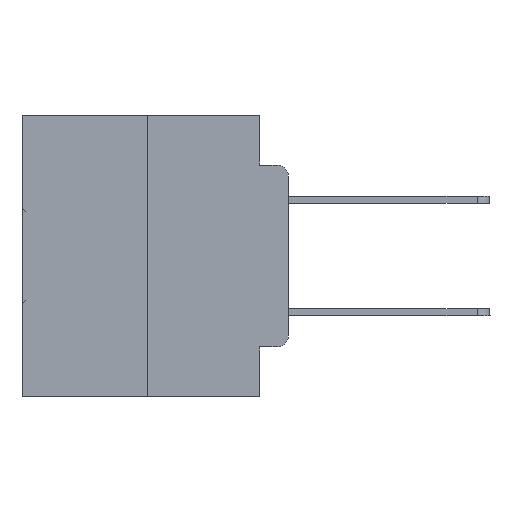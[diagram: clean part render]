
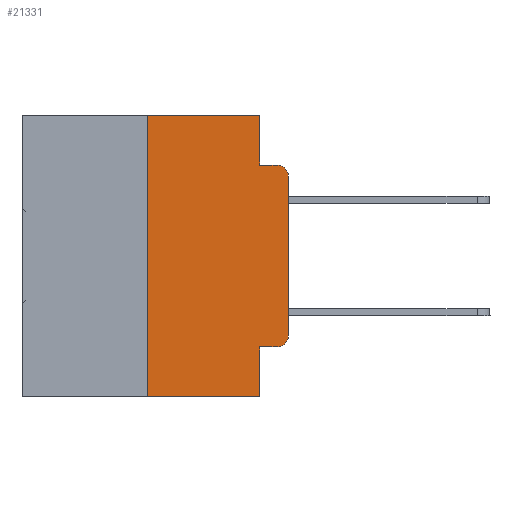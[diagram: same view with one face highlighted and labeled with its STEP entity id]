
A CAD part, left-side view. The second image highlights one B-rep face of the part: STEP entity #21331.
In plain terms, the highlighted planar face has unit normal (-1, 0, 0).
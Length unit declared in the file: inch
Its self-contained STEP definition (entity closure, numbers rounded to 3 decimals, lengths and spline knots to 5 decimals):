
#438 = DIRECTION ( 'NONE',  ( 0., 0., 1. ) ) ;
#1188 = AXIS2_PLACEMENT_3D ( 'NONE', #1262, #11646, #14313 ) ;
#1262 = CARTESIAN_POINT ( 'NONE',  ( 0., 0.02, -0.3915 ) ) ;
#1521 = VERTEX_POINT ( 'NONE', #9250 ) ;
#2557 = ORIENTED_EDGE ( 'NONE', *, *, #26200, .T. ) ;
#3221 = VECTOR ( 'NONE', #25822, 39.37008 ) ;
#3374 = EDGE_CURVE ( 'NONE', #12860, #25760, #22221, .T. ) ;
#3510 = ORIENTED_EDGE ( 'NONE', *, *, #7062, .T. ) ;
#3794 = CARTESIAN_POINT ( 'NONE',  ( 0., 0.473, 0. ) ) ;
#4507 = LINE ( 'NONE', #26800, #18724 ) ;
#5260 = ORIENTED_EDGE ( 'NONE', *, *, #18306, .T. ) ;
#5539 = EDGE_LOOP ( 'NONE', ( #5260, #22938, #21372, #16514, #17807, #20550, #2557, #29615, #10973, #3510 ) ) ;
#5944 = VECTOR ( 'NONE', #438, 39.37008 ) ;
#6631 = CARTESIAN_POINT ( 'NONE',  ( 0., 0., -0.1085 ) ) ;
#6786 = VECTOR ( 'NONE', #16103, 39.37008 ) ;
#7062 = EDGE_CURVE ( 'NONE', #10738, #22818, #19957, .T. ) ;
#9083 = CARTESIAN_POINT ( 'NONE',  ( 0., 0.02, -0.0885 ) ) ;
#9250 = CARTESIAN_POINT ( 'NONE',  ( 0., 0.051, 0. ) ) ;
#9632 = CIRCLE ( 'NONE', #28615, 0.02 ) ;
#9875 = CARTESIAN_POINT ( 'NONE',  ( 0., 0.02, -0.4115 ) ) ;
#10497 = EDGE_CURVE ( 'NONE', #29959, #16204, #4507, .T. ) ;
#10738 = VERTEX_POINT ( 'NONE', #9875 ) ;
#10835 = CARTESIAN_POINT ( 'NONE',  ( 0., 0., 0. ) ) ;
#10973 = ORIENTED_EDGE ( 'NONE', *, *, #30585, .T. ) ;
#11370 = CARTESIAN_POINT ( 'NONE',  ( 0., 0.25, 0. ) ) ;
#11614 = DIRECTION ( 'NONE',  ( 0., 0., -1. ) ) ;
#11646 = DIRECTION ( 'NONE',  ( -1., 0., 0. ) ) ;
#11791 = DIRECTION ( 'NONE',  ( 1., 0., 0. ) ) ;
#12497 = DIRECTION ( 'NONE',  ( 0., 0., 1. ) ) ;
#12546 = LINE ( 'NONE', #28708, #21977 ) ;
#12860 = VERTEX_POINT ( 'NONE', #19422 ) ;
#12984 = EDGE_CURVE ( 'NONE', #1521, #12860, #33798, .T. ) ;
#13162 = FACE_OUTER_BOUND ( 'NONE', #5539, .T. ) ;
#13219 = CARTESIAN_POINT ( 'NONE',  ( 0., 0.473, 0. ) ) ;
#13456 = EDGE_CURVE ( 'NONE', #23695, #25702, #21063, .T. ) ;
#13647 = CARTESIAN_POINT ( 'NONE',  ( 0., 0.02, -0.1085 ) ) ;
#14313 = DIRECTION ( 'NONE',  ( 0., 0., -1. ) ) ;
#14421 = CARTESIAN_POINT ( 'NONE',  ( 0., 0.051, -0.5 ) ) ;
#14505 = CARTESIAN_POINT ( 'NONE',  ( 0., 0.051, 0. ) ) ;
#14998 = LINE ( 'NONE', #13219, #6786 ) ;
#15539 = DIRECTION ( 'NONE',  ( 0., -1., 0. ) ) ;
#16103 = DIRECTION ( 'NONE',  ( 0., -1., 0. ) ) ;
#16204 = VERTEX_POINT ( 'NONE', #14421 ) ;
#16514 = ORIENTED_EDGE ( 'NONE', *, *, #12984, .F. ) ;
#16598 = VECTOR ( 'NONE', #11614, 39.37008 ) ;
#16746 = DIRECTION ( 'NONE',  ( 0., 0., -1. ) ) ;
#17202 = LINE ( 'NONE', #20759, #3221 ) ;
#17807 = ORIENTED_EDGE ( 'NONE', *, *, #30786, .F. ) ;
#18306 = EDGE_CURVE ( 'NONE', #22818, #28479, #23961, .T. ) ;
#18724 = VECTOR ( 'NONE', #16746, 39.37008 ) ;
#19422 = CARTESIAN_POINT ( 'NONE',  ( 0., 0.051, -0.0885 ) ) ;
#19957 = CIRCLE ( 'NONE', #1188, 0.02 ) ;
#20550 = ORIENTED_EDGE ( 'NONE', *, *, #13456, .F. ) ;
#20759 = CARTESIAN_POINT ( 'NONE',  ( 0., 0.473, -0.5 ) ) ;
#21063 = LINE ( 'NONE', #22942, #32485 ) ;
#21331 = ADVANCED_FACE ( 'NONE', ( #13162 ), #27509, .F. ) ;
#21372 = ORIENTED_EDGE ( 'NONE', *, *, #3374, .F. ) ;
#21977 = VECTOR ( 'NONE', #25761, 39.37008 ) ;
#22221 = LINE ( 'NONE', #23312, #25520 ) ;
#22818 = VERTEX_POINT ( 'NONE', #30847 ) ;
#22938 = ORIENTED_EDGE ( 'NONE', *, *, #30930, .T. ) ;
#22942 = CARTESIAN_POINT ( 'NONE',  ( 0., 0.25, 0. ) ) ;
#23312 = CARTESIAN_POINT ( 'NONE',  ( 0., 0.051, -0.0885 ) ) ;
#23695 = VERTEX_POINT ( 'NONE', #26647 ) ;
#23961 = LINE ( 'NONE', #10835, #5944 ) ;
#24098 = DIRECTION ( 'NONE',  ( -1., 0., 0. ) ) ;
#24677 = AXIS2_PLACEMENT_3D ( 'NONE', #3794, #11791, #30342 ) ;
#25520 = VECTOR ( 'NONE', #15539, 39.37008 ) ;
#25702 = VERTEX_POINT ( 'NONE', #11370 ) ;
#25760 = VERTEX_POINT ( 'NONE', #9083 ) ;
#25761 = DIRECTION ( 'NONE',  ( 0., -1., 0. ) ) ;
#25822 = DIRECTION ( 'NONE',  ( 0., -1., 0. ) ) ;
#26200 = EDGE_CURVE ( 'NONE', #23695, #16204, #17202, .T. ) ;
#26647 = CARTESIAN_POINT ( 'NONE',  ( 0., 0.25, -0.5 ) ) ;
#26800 = CARTESIAN_POINT ( 'NONE',  ( 0., 0.051, 0. ) ) ;
#27509 = PLANE ( 'NONE',  #24677 ) ;
#28479 = VERTEX_POINT ( 'NONE', #6631 ) ;
#28615 = AXIS2_PLACEMENT_3D ( 'NONE', #13647, #24098, #30139 ) ;
#28708 = CARTESIAN_POINT ( 'NONE',  ( 0., 0.051, -0.4115 ) ) ;
#29615 = ORIENTED_EDGE ( 'NONE', *, *, #10497, .F. ) ;
#29959 = VERTEX_POINT ( 'NONE', #30909 ) ;
#30139 = DIRECTION ( 'NONE',  ( 0., 0., -1. ) ) ;
#30342 = DIRECTION ( 'NONE',  ( 0., 0., -1. ) ) ;
#30585 = EDGE_CURVE ( 'NONE', #29959, #10738, #12546, .T. ) ;
#30786 = EDGE_CURVE ( 'NONE', #25702, #1521, #14998, .T. ) ;
#30847 = CARTESIAN_POINT ( 'NONE',  ( 0., 0., -0.3915 ) ) ;
#30909 = CARTESIAN_POINT ( 'NONE',  ( 0., 0.051, -0.4115 ) ) ;
#30930 = EDGE_CURVE ( 'NONE', #28479, #25760, #9632, .T. ) ;
#32485 = VECTOR ( 'NONE', #12497, 39.37008 ) ;
#33798 = LINE ( 'NONE', #14505, #16598 ) ;
